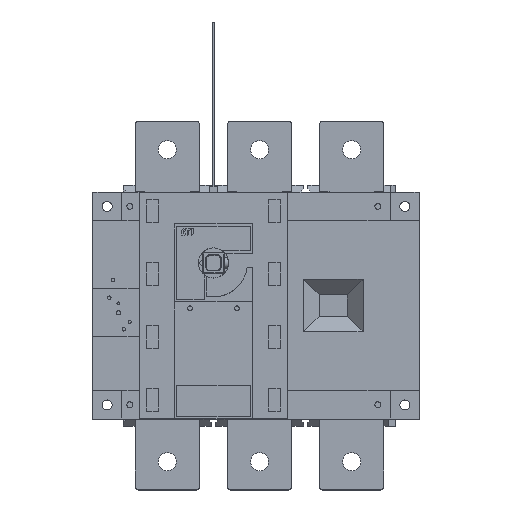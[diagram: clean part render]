
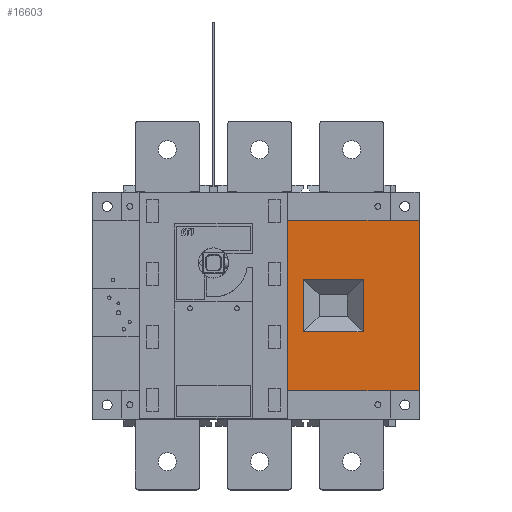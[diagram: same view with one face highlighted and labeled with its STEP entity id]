
A CAD part, top view. The second image highlights one B-rep face of the part: STEP entity #16603.
In plain terms, the highlighted planar face has unit normal (0, 0, 1).
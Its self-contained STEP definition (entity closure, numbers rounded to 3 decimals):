
#6311=DIRECTION('',(0.,-1.,0.));
#6312=VECTOR('',#6311,120.);
#6313=CARTESIAN_POINT('',(230.,140.,76.));
#6314=LINE('',#6313,#6312);
#6538=DIRECTION('',(0.,1.,0.));
#6539=VECTOR('',#6538,120.);
#6540=CARTESIAN_POINT('',(137.5,20.,76.));
#6541=LINE('',#6540,#6539);
#6815=DIRECTION('',(1.,0.,0.));
#6816=VECTOR('',#6815,92.5);
#6817=CARTESIAN_POINT('',(137.5,140.,76.));
#6818=LINE('',#6817,#6816);
#6829=DIRECTION('',(1.,0.,0.));
#6830=VECTOR('',#6829,92.5);
#6831=CARTESIAN_POINT('',(137.5,20.,76.));
#6832=LINE('',#6831,#6830);
#6850=DIRECTION('',(0.,-1.,0.));
#6851=VECTOR('',#6850,37.);
#6852=CARTESIAN_POINT('',(148.5,98.5,76.));
#6853=LINE('',#6852,#6851);
#6878=DIRECTION('',(-1.,0.,0.));
#6879=VECTOR('',#6878,42.);
#6880=CARTESIAN_POINT('',(190.5,98.5,76.));
#6881=LINE('',#6880,#6879);
#6885=DIRECTION('',(0.,1.,0.));
#6886=VECTOR('',#6885,37.);
#6887=CARTESIAN_POINT('',(190.5,61.5,76.));
#6888=LINE('',#6887,#6886);
#6906=DIRECTION('',(1.,0.,0.));
#6907=VECTOR('',#6906,42.);
#6908=CARTESIAN_POINT('',(148.5,61.5,76.));
#6909=LINE('',#6908,#6907);
#9431=CARTESIAN_POINT('',(137.5,20.,76.));
#9432=VERTEX_POINT('',#9431);
#9433=CARTESIAN_POINT('',(137.5,140.,76.));
#9434=VERTEX_POINT('',#9433);
#9921=CARTESIAN_POINT('',(230.,20.,76.));
#9923=VERTEX_POINT('',#9921);
#9927=CARTESIAN_POINT('',(230.,140.,76.));
#9928=VERTEX_POINT('',#9927);
#9941=CARTESIAN_POINT('',(190.5,61.5,76.));
#9942=CARTESIAN_POINT('',(190.5,98.5,76.));
#9943=VERTEX_POINT('',#9941);
#9944=VERTEX_POINT('',#9942);
#9949=CARTESIAN_POINT('',(148.5,98.5,76.));
#9950=VERTEX_POINT('',#9949);
#9953=CARTESIAN_POINT('',(148.5,61.5,76.));
#9954=VERTEX_POINT('',#9953);
#16582=CARTESIAN_POINT('',(176.,80.,76.));
#16583=DIRECTION('',(0.,0.,1.));
#16584=DIRECTION('',(1.,0.,0.));
#16585=AXIS2_PLACEMENT_3D('',#16582,#16583,#16584);
#16586=PLANE('',#16585);
#16587=ORIENTED_EDGE('',*,*,#16171,.F.);
#16588=ORIENTED_EDGE('',*,*,#16354,.T.);
#16589=ORIENTED_EDGE('',*,*,#16572,.T.);
#16590=ORIENTED_EDGE('',*,*,#16148,.T.);
#16591=EDGE_LOOP('',(#16587,#16588,#16589,#16590));
#16592=FACE_OUTER_BOUND('',#16591,.F.);
#16594=ORIENTED_EDGE('',*,*,#16593,.T.);
#16596=ORIENTED_EDGE('',*,*,#16595,.T.);
#16598=ORIENTED_EDGE('',*,*,#16597,.T.);
#16600=ORIENTED_EDGE('',*,*,#16599,.T.);
#16601=EDGE_LOOP('',(#16594,#16596,#16598,#16600));
#16602=FACE_BOUND('',#16601,.F.);
#16148=EDGE_CURVE('',#9928,#9923,#6314,.T.);
#16171=EDGE_CURVE('',#9432,#9923,#6832,.T.);
#16354=EDGE_CURVE('',#9432,#9434,#6541,.T.);
#16572=EDGE_CURVE('',#9434,#9928,#6818,.T.);
#16593=EDGE_CURVE('',#9950,#9954,#6853,.T.);
#16595=EDGE_CURVE('',#9954,#9943,#6909,.T.);
#16597=EDGE_CURVE('',#9943,#9944,#6888,.T.);
#16599=EDGE_CURVE('',#9944,#9950,#6881,.T.);
#16603=ADVANCED_FACE('',(#16592,#16602),#16586,.T.);
